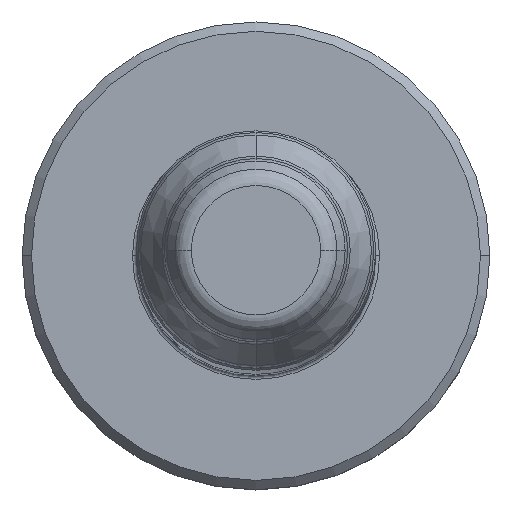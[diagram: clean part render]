
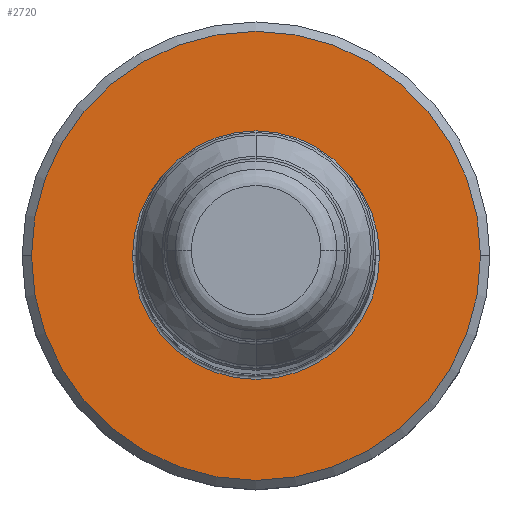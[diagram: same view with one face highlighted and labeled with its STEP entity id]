
A CAD part, top view. The second image highlights one B-rep face of the part: STEP entity #2720.
In plain terms, the highlighted planar face has unit normal (0, 0, 1).
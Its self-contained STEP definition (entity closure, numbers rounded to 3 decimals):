
#2370=CARTESIAN_POINT('',(199.995,883.5,
-242.));
#2380=DIRECTION('',(0.,0.,-1.));
#2390=DIRECTION('',(1.,0.,0.));
#2400=AXIS2_PLACEMENT_3D('',#2370,#2380,#2390);
#2410=PLANE('',#2400);
#2420=CARTESIAN_POINT('',(199.995,883.5,
-242.));
#2430=DIRECTION('',(0.,0.,-1.));
#2440=DIRECTION('',(1.,0.,0.));
#2450=AXIS2_PLACEMENT_3D('',#2420,#2430,#2440);
#2460=CIRCLE('',#2450,6.6);
#2470=CARTESIAN_POINT('',(206.595,883.5,
-242.));
#2480=VERTEX_POINT('',#2470);
#2490=CARTESIAN_POINT('',(193.395,883.5,
-242.));
#2500=VERTEX_POINT('',#2490);
#2510=EDGE_CURVE('',#2480,#2500,#2460,.T.);
#2520=ORIENTED_EDGE('',*,*,#2510,.T.);
#2530=EDGE_CURVE('',#2500,#2480,#2460,.T.);
#2540=ORIENTED_EDGE('',*,*,#2530,.T.);
#2550=EDGE_LOOP('',(#2540,#2520));
#2560=FACE_BOUND('',#2550,.T.);
#2570=CARTESIAN_POINT('',(199.995,883.5,
-242.));
#2580=DIRECTION('',(0.,0.,-1.));
#2590=DIRECTION('',(1.,0.,0.));
#2600=AXIS2_PLACEMENT_3D('',#2570,#2580,#2590);
#2610=CIRCLE('',#2600,12.);
#2620=CARTESIAN_POINT('',(211.995,883.5,
-242.));
#2630=VERTEX_POINT('',#2620);
#2640=CARTESIAN_POINT('',(187.995,883.5,
-242.));
#2650=VERTEX_POINT('',#2640);
#2660=EDGE_CURVE('',#2630,#2650,#2610,.T.);
#2670=ORIENTED_EDGE('',*,*,#2660,.F.);
#2680=EDGE_CURVE('',#2650,#2630,#2610,.T.);
#2690=ORIENTED_EDGE('',*,*,#2680,.F.);
#2700=EDGE_LOOP('',(#2690,#2670));
#2710=FACE_OUTER_BOUND('',#2700,.T.);
#2720=ADVANCED_FACE('',(#2560,#2710),#2410,.F.);
